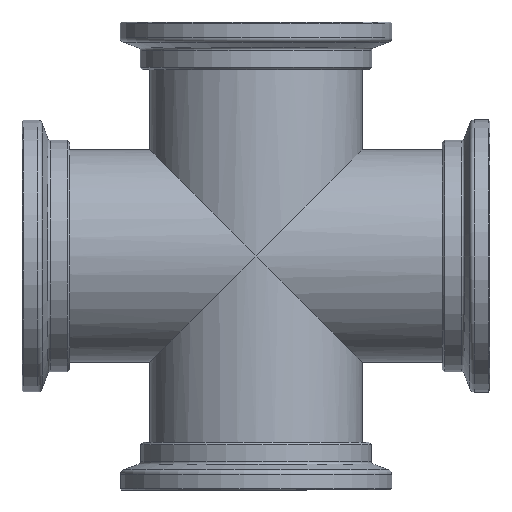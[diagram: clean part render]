
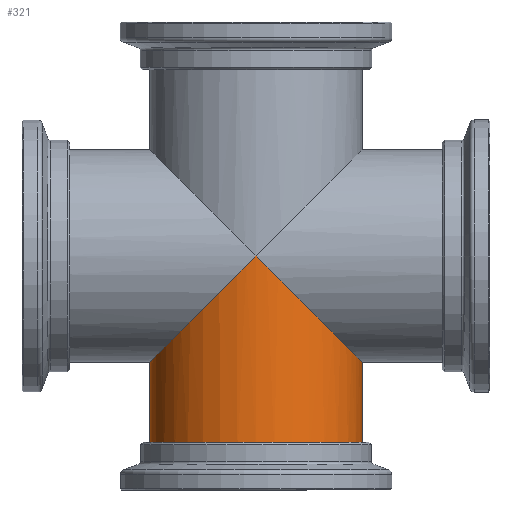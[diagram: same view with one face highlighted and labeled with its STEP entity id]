
A CAD part, front view. The second image highlights one B-rep face of the part: STEP entity #321.
In plain terms, the highlighted cylindrical face has radius 44.45 mm (diameter 88.9 mm), a full revolution.
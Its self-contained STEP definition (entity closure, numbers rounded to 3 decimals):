
#61=ELLIPSE('',#382,62.862,44.45);
#62=ELLIPSE('',#385,62.862,44.45);
#73=ORIENTED_EDGE('',*,*,#133,.F.);
#74=ORIENTED_EDGE('',*,*,#134,.F.);
#75=ORIENTED_EDGE('',*,*,#132,.T.);
#132=EDGE_CURVE('',#160,#159,#61,.T.);
#133=EDGE_CURVE('',#161,#161,#183,.T.);
#134=EDGE_CURVE('',#160,#159,#62,.T.);
#159=VERTEX_POINT('',#573);
#160=VERTEX_POINT('',#574);
#161=VERTEX_POINT('',#578);
#183=CIRCLE('',#384,44.45);
#208=EDGE_LOOP('',(#73));
#209=EDGE_LOOP('',(#74,#75));
#260=FACE_BOUND('',#208,.T.);
#261=FACE_BOUND('',#209,.T.);
#309=CYLINDRICAL_SURFACE('',#383,44.45);
#321=ADVANCED_FACE('',(#260,#261),#309,.T.);
#382=AXIS2_PLACEMENT_3D('',#575,#456,#457);
#383=AXIS2_PLACEMENT_3D('',#576,#458,#459);
#384=AXIS2_PLACEMENT_3D('',#577,#460,#461);
#385=AXIS2_PLACEMENT_3D('',#579,#462,#463);
#456=DIRECTION('',(-0.707,0.,-0.707));
#457=DIRECTION('',(-0.707,0.,0.707));
#458=DIRECTION('',(0.,0.,1.));
#459=DIRECTION('',(-1.,0.,0.));
#460=DIRECTION('',(0.,0.,-1.));
#461=DIRECTION('',(-1.,0.,0.));
#462=DIRECTION('',(-0.707,0.,0.707));
#463=DIRECTION('',(0.707,0.,0.707));
#573=CARTESIAN_POINT('',(0.,-44.45,0.));
#574=CARTESIAN_POINT('',(0.,44.45,0.));
#575=CARTESIAN_POINT('',(0.,0.,0.));
#576=CARTESIAN_POINT('',(0.,0.,0.));
#577=CARTESIAN_POINT('',(0.,0.,-83.));
#578=CARTESIAN_POINT('',(-44.45,0.,-83.));
#579=CARTESIAN_POINT('',(0.,0.,0.));
